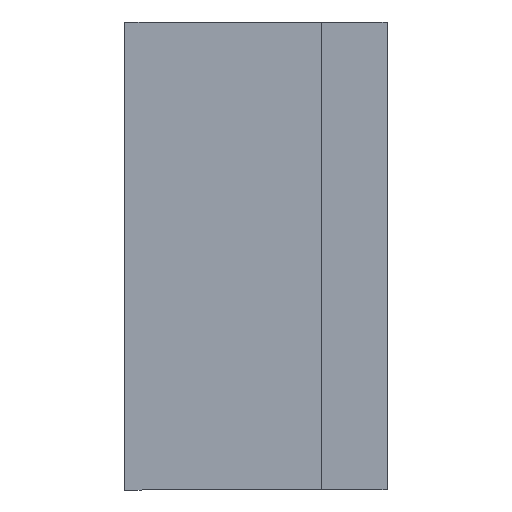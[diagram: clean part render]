
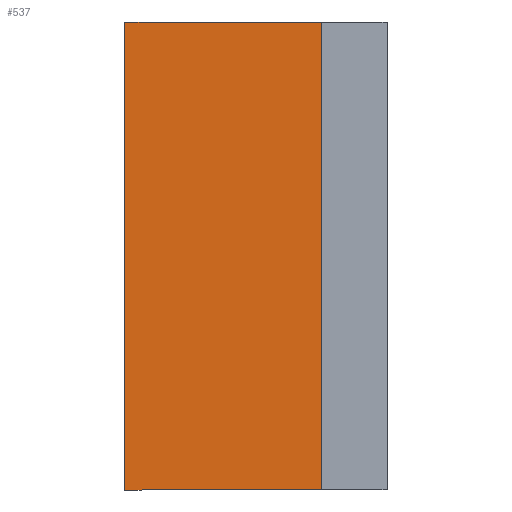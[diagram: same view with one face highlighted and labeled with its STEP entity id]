
A CAD part, left-side view. The second image highlights one B-rep face of the part: STEP entity #537.
In plain terms, the highlighted planar face has unit normal (-1, 0, 0).
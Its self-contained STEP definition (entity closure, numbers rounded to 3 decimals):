
#15 = DIRECTION ( 'NONE',  ( 1., 0., 0. ) ) ;
#51 = CARTESIAN_POINT ( 'NONE',  ( -1., 0.7, 0.625 ) ) ;
#54 = CARTESIAN_POINT ( 'NONE',  ( -1., 0.175, -0.625 ) ) ;
#71 = ORIENTED_EDGE ( 'NONE', *, *, #282, .T. ) ;
#83 = LINE ( 'NONE', #409, #114 ) ;
#107 = DIRECTION ( 'NONE',  ( 0., -1., 0. ) ) ;
#112 = CARTESIAN_POINT ( 'NONE',  ( -1., 0.175, 0.625 ) ) ;
#114 = VECTOR ( 'NONE', #677, 1000. ) ;
#139 = ORIENTED_EDGE ( 'NONE', *, *, #647, .F. ) ;
#145 = LINE ( 'NONE', #333, #347 ) ;
#150 = CARTESIAN_POINT ( 'NONE',  ( -1., 0.7, -0.625 ) ) ;
#170 = CARTESIAN_POINT ( 'NONE',  ( -1., 0.175, 0.625 ) ) ;
#224 = VERTEX_POINT ( 'NONE', #54 ) ;
#244 = VERTEX_POINT ( 'NONE', #170 ) ;
#257 = EDGE_CURVE ( 'NONE', #244, #224, #418, .T. ) ;
#267 = VERTEX_POINT ( 'NONE', #51 ) ;
#273 = ORIENTED_EDGE ( 'NONE', *, *, #363, .F. ) ;
#282 = EDGE_CURVE ( 'NONE', #695, #224, #145, .T. ) ;
#333 = CARTESIAN_POINT ( 'NONE',  ( -1., 0.7, -0.625 ) ) ;
#337 = CARTESIAN_POINT ( 'NONE',  ( -1., 0.7, 0.625 ) ) ;
#346 = PLANE ( 'NONE',  #531 ) ;
#347 = VECTOR ( 'NONE', #107, 1000. ) ;
#356 = ORIENTED_EDGE ( 'NONE', *, *, #257, .F. ) ;
#363 = EDGE_CURVE ( 'NONE', #267, #244, #83, .T. ) ;
#401 = DIRECTION ( 'NONE',  ( 0., 0., -1. ) ) ;
#409 = CARTESIAN_POINT ( 'NONE',  ( -1., 0.7, 0.625 ) ) ;
#418 = LINE ( 'NONE', #112, #569 ) ;
#531 = AXIS2_PLACEMENT_3D ( 'NONE', #337, #15, #401 ) ;
#537 = ADVANCED_FACE ( 'NONE', ( #562 ), #346, .F. ) ;
#543 = DIRECTION ( 'NONE',  ( 0., 0., -1. ) ) ;
#562 = FACE_OUTER_BOUND ( 'NONE', #594, .T. ) ;
#569 = VECTOR ( 'NONE', #543, 1000. ) ;
#594 = EDGE_LOOP ( 'NONE', ( #356, #273, #139, #71 ) ) ;
#598 = VECTOR ( 'NONE', #671, 1000. ) ;
#647 = EDGE_CURVE ( 'NONE', #695, #267, #670, .T. ) ;
#670 = LINE ( 'NONE', #678, #598 ) ;
#671 = DIRECTION ( 'NONE',  ( 0., 0., 1. ) ) ;
#677 = DIRECTION ( 'NONE',  ( 0., -1., 0. ) ) ;
#678 = CARTESIAN_POINT ( 'NONE',  ( -1., 0.7, 0.625 ) ) ;
#695 = VERTEX_POINT ( 'NONE', #150 ) ;
